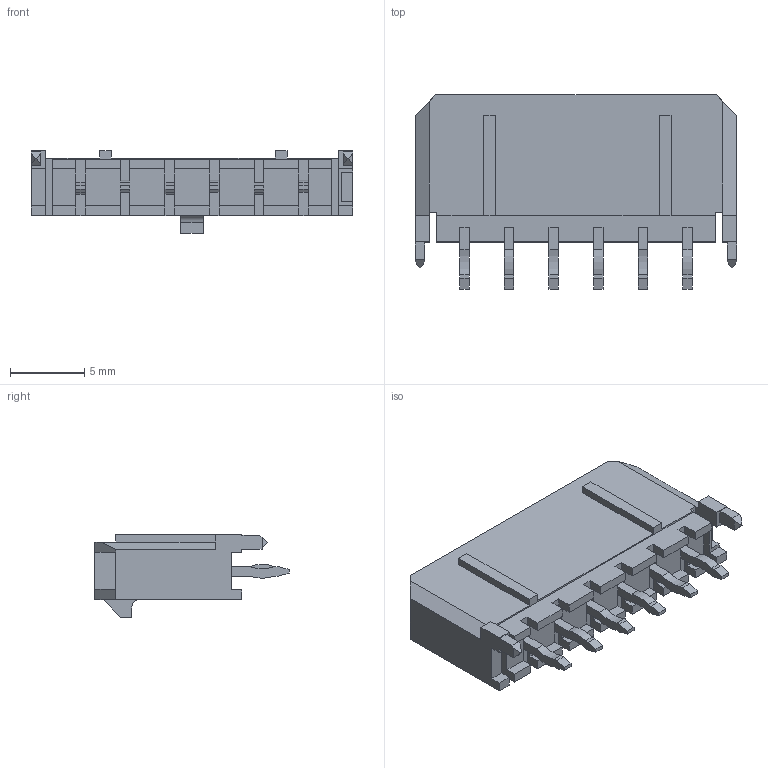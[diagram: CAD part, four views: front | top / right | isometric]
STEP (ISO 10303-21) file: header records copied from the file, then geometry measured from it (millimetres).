
FILE_DESCRIPTION(('STEP AP242'),'1');
FILE_NAME('43650-0616.stp','2021-07-31T18:05:05',('TraceParts'),('TraceParts S.A.'),'Spatial InterOp 3D',' ',' ');
FILE_SCHEMA(('AP242_MANAGED_MODEL_BASED_3D_ENGINEERING_MIM_LF {1 0 10303 442 1 1 4}'));
Length unit declared in the file: millimetre
Products named in the file (1): 43650-0616_1
Bounding box: 21.64 x 13.08 x 5.57 mm (x, y, z)
Volume: 614.3 mm3; surface area: 1075.1 mm2
Topology: 1 solids, 1 shells, 245 faces, 693 edges, 480 vertices
Faces by surface type: plane 232, cylinder 13
Entity records: 7765 total; most frequent: CARTESIAN_POINT 1374, ORIENTED_EDGE 1340, DIRECTION 1229, EDGE_CURVE 670, LINE 651, VECTOR 651, VERTEX_POINT 434, AXIS2_PLACEMENT_3D 289
